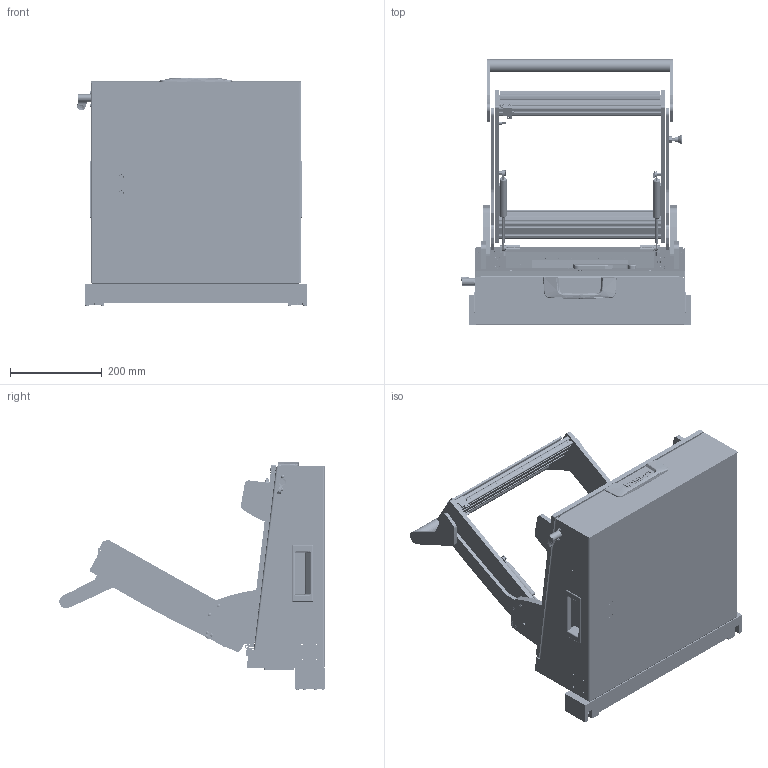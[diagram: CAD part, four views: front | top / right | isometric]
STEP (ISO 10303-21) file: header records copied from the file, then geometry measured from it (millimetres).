
FILE_DESCRIPTION (( 'STEP AP214' ), '1' );
FILE_NAME ('INGUN_33681_open.STEP', '2021-02-26T09:57:56', ( '' ), ( '' ), 'SwSTEP 2.0', 'SolidWorks 2018', '' );
FILE_SCHEMA (( 'AUTOMOTIVE_DESIGN' ));
Length unit declared in the file: millimetre
Products named in the file (124): 55713~1_KUNDE<S>; 32724~1; 8804~0; DIN923~n_M04x03; ISO7380~n_M04,0x008; DIN912~n_M04,0x020; ISO7380~n_M04,0x020; ISO7380~n_M03,0x005; ASR~-a-s-r_拱04,2x07x拌8; 109034~2_S; DIN914~n_M04,0x05; 21332_01~0; 39891~3_KUNDE<S>; 109934~0_KUNDE<S>; 35334~0_S; 47523~0_S; 110322~4_S; 21332_02~0; 45545~0_S; ISO7380~n_M03,0x012; 29805~4_geschlossen<S>; K_02038~0; 31253~0_S; 3521~0_Spring Pin ISO 8752 - 3 x 16 - St; 20902~0; 32578~1_S; 32587~4_S; 53031~0_S; K_02037~0_Standard ohne Dyn Punkt<Standard>; 30955~0_S; 35716~2; 30758~0_S; 39894~2_KUNDE<S>; 39893~3_KUNDE<S>; ISO7380~n_M03,0x016; 35650~11_KUNDE offen<S>; 35664~1_S; 30758_02~0_S; 31788~1; 2281~0_180ø<Standard> ...
Assembly tree (218 placements, depth 6):
  INGUN_33681_open
    32660~3_KUNDE offen ohne RW und GF<S>
      32505~6_offen ohne RW und GF<S>
        32172~8
        30758~0_S  x2
          30758_01~0_S
          30758_02~0_S
        20902~0
        21332~0_MA 2112<Standard>
          21332_02~0
          21332_01~0
        53032~0_S
        32171~0_S
        32462~0_S
        29805~4_geschlossen<S>
          110322~4_S
          110705~1_S
          30984~0_S
          110231~1_S
          110443~0_S
          30112~0
          ISO7380~n_M05,0x030
          ISO7380~n_M04,0x008  x2
          DIN914~n_M04,0x05
        35334~0_S
        ISO7380~n_M03,0x016  x3
        DIN7991~n_M05,0x016
        DIN7991~n_M05,0x012  x2
        DIN985-A2~n_M04,0  x3
        8804~0
        DIN125~n_04,3 M04,0  x2
      35650~11_KUNDE offen<S>
        109770~0_offen<S>
          35648~16
          35661~4_S
          35662~11_S
          35663~9_S
          2281~0_180ø<Standard>  x2
            2281~0
          37188~1_S  x2
          53031~0_S
          35649~1_S
          35651~1_S
          31253~0_S
          30955~0_S
          30915~0
          ASR~-a-s-r_拱04,2x07x拌8  x2
          2528~0  x2
          31109~0
          35664~1_S
          48727~1_S
            48726~2_S
            DIN6325~n_04,0m6x012
            48565~1_S
            DIN912~n_M04,0x020  x2
            DIN125~n_06,4 M06,0 Fase
            DIN125~n_04,3 M04,0  x2
            49317~0
          48728~1_S
            48726~2_S
Bounding box: 501.2 x 579.49 x 500.02 mm (x, y, z)
Volume: 4963267 mm3; surface area: 2670569.6 mm2
Topology: 227 solids, 227 shells, 5780 faces, 14559 edges, 9234 vertices
Faces by surface type: cylinder 2587, plane 2000, cone 773, bspline 243, torus 109, sphere 68
Entity records: 135818 total; most frequent: CARTESIAN_POINT 31284, DIRECTION 20441, ORIENTED_EDGE 18710, EDGE_CURVE 9355, AXIS2_PLACEMENT_3D 7770, VERTEX_POINT 6025, LINE 4901, VECTOR 4901
